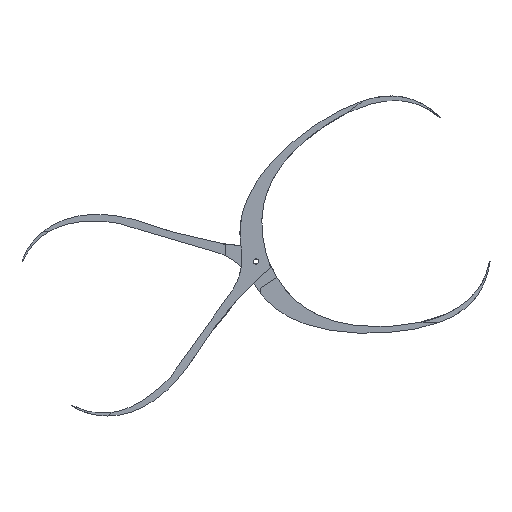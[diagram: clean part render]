
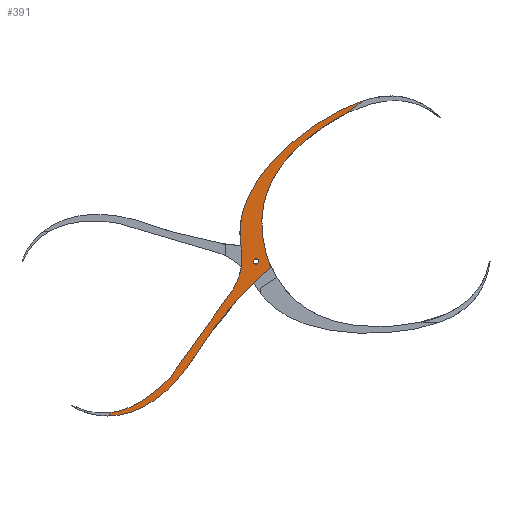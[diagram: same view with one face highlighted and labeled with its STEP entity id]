
A CAD part, front view. The second image highlights one B-rep face of the part: STEP entity #391.
In plain terms, the highlighted face is planar.
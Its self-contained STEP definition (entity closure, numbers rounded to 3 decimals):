
#27=FACE_BOUND('',#71,.T.);
#29=CIRCLE('',#427,2.5);
#32=(
BOUNDED_CURVE()
B_SPLINE_CURVE(5,(#615,#616,#617,#618,#619,#620,#621,#622,#623,#624,#625,
#626,#627),.UNSPECIFIED.,.F.,.F.)
B_SPLINE_CURVE_WITH_KNOTS((6,1,1,1,1,1,1,1,6),(0.2,0.3,0.4,
0.5,0.6,0.7,0.8,0.9,1.),.UNSPECIFIED.)
CURVE()
GEOMETRIC_REPRESENTATION_ITEM()
RATIONAL_B_SPLINE_CURVE((1.,1.,1.,1.,1.,1.,1.,1.,1.,1.,1.,1.,1.))
REPRESENTATION_ITEM('')
);
#33=(
BOUNDED_CURVE()
B_SPLINE_CURVE(5,(#668,#669,#670,#671,#672,#673,#674,#675,#676,#677),
 .UNSPECIFIED.,.F.,.F.)
B_SPLINE_CURVE_WITH_KNOTS((6,1,1,1,1,6),(0.,0.2,0.4,0.6,0.8,1.),
 .UNSPECIFIED.)
CURVE()
GEOMETRIC_REPRESENTATION_ITEM()
RATIONAL_B_SPLINE_CURVE((1.,1.,1.,1.,1.,1.,1.,1.,1.,1.))
REPRESENTATION_ITEM('')
);
#34=(
BOUNDED_CURVE()
B_SPLINE_CURVE(5,(#678,#679,#680,#681,#682,#683,#684,#685,#686,#687,#688,
#689),.UNSPECIFIED.,.F.,.F.)
B_SPLINE_CURVE_WITH_KNOTS((6,1,1,1,1,1,1,6),(-1.,-0.9,-0.8,-0.7,-0.6,-0.5,
-0.4,-0.373),.UNSPECIFIED.)
CURVE()
GEOMETRIC_REPRESENTATION_ITEM()
RATIONAL_B_SPLINE_CURVE((1.,1.,1.,1.,1.,1.,1.,1.,1.,1.,1.,1.))
REPRESENTATION_ITEM('')
);
#35=(
BOUNDED_CURVE()
B_SPLINE_CURVE(5,(#691,#692,#693,#694,#695,#696,#697,#698,#699,#700,#701,
#702),.UNSPECIFIED.,.F.,.F.)
B_SPLINE_CURVE_WITH_KNOTS((6,1,1,1,1,1,1,6),(0.302,0.4,0.5,
0.6,0.7,0.8,0.9,0.932),.UNSPECIFIED.)
CURVE()
GEOMETRIC_REPRESENTATION_ITEM()
RATIONAL_B_SPLINE_CURVE((1.,1.,1.,1.,1.,1.,1.,1.,1.,1.,1.,1.))
REPRESENTATION_ITEM('')
);
#36=(
BOUNDED_CURVE()
B_SPLINE_CURVE(5,(#714,#715,#716,#717,#718,#719,#720,#721,#722,#723,#724,
#725,#726),.UNSPECIFIED.,.F.,.F.)
B_SPLINE_CURVE_WITH_KNOTS((6,1,1,1,1,1,1,1,6),(0.057,0.1,0.2,
0.3,0.4,0.5,0.6,0.7,0.796),.UNSPECIFIED.)
CURVE()
GEOMETRIC_REPRESENTATION_ITEM()
RATIONAL_B_SPLINE_CURVE((1.,1.,1.,1.,1.,1.,1.,1.,1.,1.,1.,1.,1.))
REPRESENTATION_ITEM('')
);
#49=FACE_OUTER_BOUND('',#70,.T.);
#70=EDGE_LOOP('',(#280,#281,#282,#283,#284,#285,#286,#287));
#71=EDGE_LOOP('',(#288));
#88=LINE('',#512,#108);
#95=LINE('',#653,#115);
#108=VECTOR('',#446,10.);
#115=VECTOR('',#459,10.);
#137=B_SPLINE_CURVE_WITH_KNOTS('',3,(#704,#705,#706,#707,#708,#709,#710,
#711,#712,#713),.UNSPECIFIED.,.F.,.F.,(4,3,3,4),(0.,2.106,3.51,
4.915),.UNSPECIFIED.);
#157=VERTEX_POINT('',#504);
#158=VERTEX_POINT('',#511);
#166=VERTEX_POINT('',#613);
#170=VERTEX_POINT('',#643);
#171=VERTEX_POINT('',#652);
#173=VERTEX_POINT('',#667);
#174=VERTEX_POINT('',#690);
#175=VERTEX_POINT('',#703);
#176=VERTEX_POINT('',#727);
#197=EDGE_CURVE('',#157,#158,#88,.T.);
#207=EDGE_CURVE('',#157,#166,#32,.T.);
#213=EDGE_CURVE('',#170,#171,#95,.T.);
#216=EDGE_CURVE('',#166,#173,#33,.T.);
#217=EDGE_CURVE('',#173,#171,#34,.T.);
#218=EDGE_CURVE('',#170,#174,#35,.T.);
#219=EDGE_CURVE('',#175,#174,#137,.T.);
#220=EDGE_CURVE('',#175,#158,#36,.T.);
#221=EDGE_CURVE('',#176,#176,#29,.T.);
#280=ORIENTED_EDGE('',*,*,#197,.F.);
#281=ORIENTED_EDGE('',*,*,#207,.T.);
#282=ORIENTED_EDGE('',*,*,#216,.T.);
#283=ORIENTED_EDGE('',*,*,#217,.T.);
#284=ORIENTED_EDGE('',*,*,#213,.F.);
#285=ORIENTED_EDGE('',*,*,#218,.T.);
#286=ORIENTED_EDGE('',*,*,#219,.F.);
#287=ORIENTED_EDGE('',*,*,#220,.T.);
#288=ORIENTED_EDGE('',*,*,#221,.T.);
#377=PLANE('',#426);
#391=ADVANCED_FACE('',(#49,#27),#377,.T.);
#426=AXIS2_PLACEMENT_3D('',#666,#461,#462);
#427=AXIS2_PLACEMENT_3D('',#728,#463,#464);
#446=DIRECTION('',(1.,0.,0.));
#459=DIRECTION('',(-1.,0.,0.));
#461=DIRECTION('center_axis',(0.,1.,0.));
#462=DIRECTION('ref_axis',(1.,0.,0.));
#463=DIRECTION('center_axis',(0.,-1.,0.));
#464=DIRECTION('ref_axis',(1.,0.,0.));
#504=CARTESIAN_POINT('',(-438.952,5.,30.));
#511=CARTESIAN_POINT('',(-433.028,5.,30.));
#512=CARTESIAN_POINT('',(-345.001,5.,30.));
#613=CARTESIAN_POINT('',(-222.147,5.,13.119));
#615=CARTESIAN_POINT('Ctrl Pts',(-438.952,5.,30.));
#616=CARTESIAN_POINT('Ctrl Pts',(-435.552,5.,32.669));
#617=CARTESIAN_POINT('Ctrl Pts',(-428.125,5.,37.653));
#618=CARTESIAN_POINT('Ctrl Pts',(-415.163,5.,43.74));
#619=CARTESIAN_POINT('Ctrl Pts',(-394.544,5.,47.827));
#620=CARTESIAN_POINT('Ctrl Pts',(-367.753,5.,46.103));
#621=CARTESIAN_POINT('Ctrl Pts',(-344.534,5.,40.399));
#622=CARTESIAN_POINT('Ctrl Pts',(-323.002,5.,32.526));
#623=CARTESIAN_POINT('Ctrl Pts',(-299.353,5.,24.388));
#624=CARTESIAN_POINT('Ctrl Pts',(-274.574,5.,18.779));
#625=CARTESIAN_POINT('Ctrl Pts',(-250.682,5.,15.531));
#626=CARTESIAN_POINT('Ctrl Pts',(-232.101,5.,13.843));
#627=CARTESIAN_POINT('Ctrl Pts',(-222.147,5.,13.119));
#643=CARTESIAN_POINT('',(-49.491,5.,-60.));
#652=CARTESIAN_POINT('',(-68.572,5.,-60.));
#653=CARTESIAN_POINT('',(-115.001,5.,-60.));
#666=CARTESIAN_POINT('Origin',(-230.001,5.,-11.888));
#667=CARTESIAN_POINT('',(-217.501,5.,0.));
#668=CARTESIAN_POINT('Ctrl Pts',(-222.147,5.,13.119));
#669=CARTESIAN_POINT('Ctrl Pts',(-221.961,5.,12.594));
#670=CARTESIAN_POINT('Ctrl Pts',(-221.589,5.,11.545));
#671=CARTESIAN_POINT('Ctrl Pts',(-221.032,5.,9.97));
#672=CARTESIAN_POINT('Ctrl Pts',(-220.288,5.,7.871));
#673=CARTESIAN_POINT('Ctrl Pts',(-219.359,5.,5.248));
#674=CARTESIAN_POINT('Ctrl Pts',(-218.616,5.,3.149));
#675=CARTESIAN_POINT('Ctrl Pts',(-218.058,5.,1.574));
#676=CARTESIAN_POINT('Ctrl Pts',(-217.687,5.,0.525));
#677=CARTESIAN_POINT('Ctrl Pts',(-217.501,5.,0.));
#678=CARTESIAN_POINT('Ctrl Pts',(-217.501,5.,0.));
#679=CARTESIAN_POINT('Ctrl Pts',(-214.832,5.,-6.189));
#680=CARTESIAN_POINT('Ctrl Pts',(-209.048,5.,-17.707));
#681=CARTESIAN_POINT('Ctrl Pts',(-199.027,5.,-32.406));
#682=CARTESIAN_POINT('Ctrl Pts',(-183.068,5.,-47.088));
#683=CARTESIAN_POINT('Ctrl Pts',(-159.362,5.,-58.436));
#684=CARTESIAN_POINT('Ctrl Pts',(-132.748,5.,-64.123));
#685=CARTESIAN_POINT('Ctrl Pts',(-108.485,5.,-65.107));
#686=CARTESIAN_POINT('Ctrl Pts',(-89.74,5.,-63.765));
#687=CARTESIAN_POINT('Ctrl Pts',(-77.022,5.,-61.786));
#688=CARTESIAN_POINT('Ctrl Pts',(-70.062,5.,-60.33));
#689=CARTESIAN_POINT('Ctrl Pts',(-68.572,5.,-60.));
#690=CARTESIAN_POINT('',(-233.22,5.,-19.605));
#691=CARTESIAN_POINT('Ctrl Pts',(-49.491,5.,-60.));
#692=CARTESIAN_POINT('Ctrl Pts',(-54.801,5.,-61.956));
#693=CARTESIAN_POINT('Ctrl Pts',(-66.031,5.,-65.387));
#694=CARTESIAN_POINT('Ctrl Pts',(-84.334,5.,-69.11));
#695=CARTESIAN_POINT('Ctrl Pts',(-110.81,5.,-71.601));
#696=CARTESIAN_POINT('Ctrl Pts',(-145.049,5.,-70.707));
#697=CARTESIAN_POINT('Ctrl Pts',(-177.968,5.,-64.789));
#698=CARTESIAN_POINT('Ctrl Pts',(-203.005,5.,-53.934));
#699=CARTESIAN_POINT('Ctrl Pts',(-218.791,5.,-40.889));
#700=CARTESIAN_POINT('Ctrl Pts',(-227.773,5.,-29.126));
#701=CARTESIAN_POINT('Ctrl Pts',(-232.182,5.,-21.524));
#702=CARTESIAN_POINT('Ctrl Pts',(-233.22,5.,-19.605));
#703=CARTESIAN_POINT('',(-270.882,5.,9.581));
#704=CARTESIAN_POINT('Ctrl Pts',(-270.882,5.,9.581));
#705=CARTESIAN_POINT('Ctrl Pts',(-264.082,5.,7.89));
#706=CARTESIAN_POINT('Ctrl Pts',(-257.589,5.,4.975));
#707=CARTESIAN_POINT('Ctrl Pts',(-251.806,5.,1.02));
#708=CARTESIAN_POINT('Ctrl Pts',(-247.95,5.,-1.616));
#709=CARTESIAN_POINT('Ctrl Pts',(-244.409,5.,-4.714));
#710=CARTESIAN_POINT('Ctrl Pts',(-241.283,5.,-8.185));
#711=CARTESIAN_POINT('Ctrl Pts',(-238.156,5.,-11.655));
#712=CARTESIAN_POINT('Ctrl Pts',(-235.442,5.,-15.497));
#713=CARTESIAN_POINT('Ctrl Pts',(-233.22,5.,-19.605));
#714=CARTESIAN_POINT('Ctrl Pts',(-270.882,5.,9.581));
#715=CARTESIAN_POINT('Ctrl Pts',(-274.84,5.,10.564));
#716=CARTESIAN_POINT('Ctrl Pts',(-287.394,5.,13.74));
#717=CARTESIAN_POINT('Ctrl Pts',(-305.728,5.,18.695));
#718=CARTESIAN_POINT('Ctrl Pts',(-325.177,5.,24.695));
#719=CARTESIAN_POINT('Ctrl Pts',(-342.097,5.,30.878));
#720=CARTESIAN_POINT('Ctrl Pts',(-357.142,5.,36.136));
#721=CARTESIAN_POINT('Ctrl Pts',(-373.502,5.,39.618));
#722=CARTESIAN_POINT('Ctrl Pts',(-394.171,5.,40.869));
#723=CARTESIAN_POINT('Ctrl Pts',(-411.191,5.,38.83));
#724=CARTESIAN_POINT('Ctrl Pts',(-422.745,5.,35.201));
#725=CARTESIAN_POINT('Ctrl Pts',(-429.759,5.,31.859));
#726=CARTESIAN_POINT('Ctrl Pts',(-433.028,5.,30.));
#727=CARTESIAN_POINT('',(-232.501,5.,0.));
#728=CARTESIAN_POINT('Origin',(-230.001,5.,0.));
